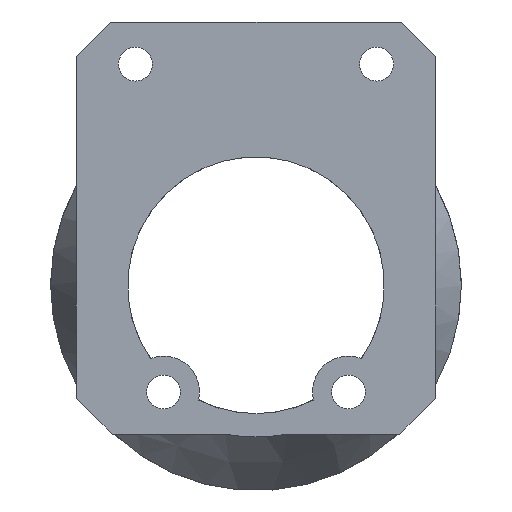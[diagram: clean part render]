
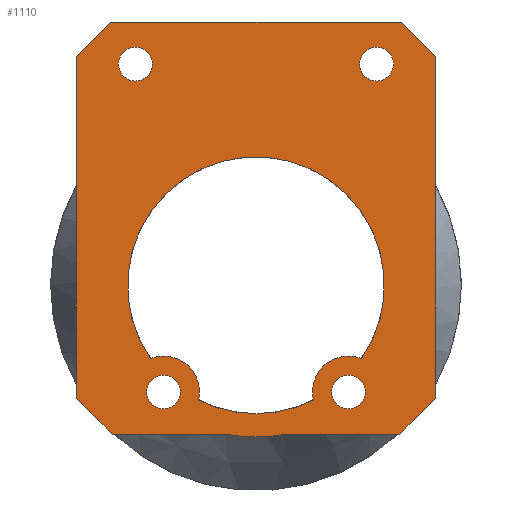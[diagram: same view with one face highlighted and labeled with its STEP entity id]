
A CAD part, front view. The second image highlights one B-rep face of the part: STEP entity #1110.
In plain terms, the highlighted planar face has unit normal (0, -1, 0).
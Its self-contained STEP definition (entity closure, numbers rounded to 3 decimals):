
#29=FACE_BOUND('',#160,.T.);
#30=FACE_BOUND('',#161,.T.);
#31=FACE_BOUND('',#162,.T.);
#32=FACE_BOUND('',#163,.T.);
#33=FACE_BOUND('',#164,.T.);
#48=PLANE('',#1213);
#96=FACE_OUTER_BOUND('',#159,.T.);
#159=EDGE_LOOP('',(#881,#882,#883,#884,#885,#886,#887,#888,#889,#890));
#160=EDGE_LOOP('',(#891,#892,#893,#894));
#161=EDGE_LOOP('',(#895));
#162=EDGE_LOOP('',(#896));
#163=EDGE_LOOP('',(#897));
#164=EDGE_LOOP('',(#898));
#199=CIRCLE('',#1170,12.5);
#209=CIRCLE('',#1181,12.5);
#216=CIRCLE('',#1191,3.5);
#217=CIRCLE('',#1193,3.5);
#226=CIRCLE('',#1214,14.807);
#227=CIRCLE('',#1215,1.65);
#228=CIRCLE('',#1216,1.65);
#229=CIRCLE('',#1217,1.65);
#230=CIRCLE('',#1218,1.65);
#314=LINE('',#3301,#398);
#315=LINE('',#3303,#399);
#316=LINE('',#3305,#400);
#317=LINE('',#3307,#401);
#318=LINE('',#3309,#402);
#319=LINE('',#3313,#403);
#320=LINE('',#3315,#404);
#321=LINE('',#3317,#405);
#322=LINE('',#3318,#406);
#398=VECTOR('',#1425,10.);
#399=VECTOR('',#1426,10.);
#400=VECTOR('',#1427,10.);
#401=VECTOR('',#1428,10.);
#402=VECTOR('',#1429,10.);
#403=VECTOR('',#1432,10.);
#404=VECTOR('',#1433,10.);
#405=VECTOR('',#1434,10.);
#406=VECTOR('',#1435,10.);
#477=VERTEX_POINT('',#2471);
#478=VERTEX_POINT('',#2473);
#493=VERTEX_POINT('',#2506);
#494=VERTEX_POINT('',#2508);
#511=VERTEX_POINT('',#3299);
#512=VERTEX_POINT('',#3300);
#513=VERTEX_POINT('',#3302);
#514=VERTEX_POINT('',#3304);
#515=VERTEX_POINT('',#3306);
#516=VERTEX_POINT('',#3308);
#517=VERTEX_POINT('',#3310);
#518=VERTEX_POINT('',#3312);
#519=VERTEX_POINT('',#3314);
#520=VERTEX_POINT('',#3316);
#521=VERTEX_POINT('',#3319);
#522=VERTEX_POINT('',#3321);
#523=VERTEX_POINT('',#3323);
#524=VERTEX_POINT('',#3325);
#596=EDGE_CURVE('',#478,#477,#199,.T.);
#614=EDGE_CURVE('',#494,#493,#209,.T.);
#622=EDGE_CURVE('',#493,#478,#216,.F.);
#623=EDGE_CURVE('',#477,#494,#217,.F.);
#651=EDGE_CURVE('',#511,#512,#314,.T.);
#652=EDGE_CURVE('',#512,#513,#315,.T.);
#653=EDGE_CURVE('',#513,#514,#316,.T.);
#654=EDGE_CURVE('',#514,#515,#317,.T.);
#655=EDGE_CURVE('',#515,#516,#318,.T.);
#656=EDGE_CURVE('',#517,#516,#226,.F.);
#657=EDGE_CURVE('',#517,#518,#319,.T.);
#658=EDGE_CURVE('',#518,#519,#320,.T.);
#659=EDGE_CURVE('',#519,#520,#321,.T.);
#660=EDGE_CURVE('',#520,#511,#322,.T.);
#661=EDGE_CURVE('',#521,#521,#227,.T.);
#662=EDGE_CURVE('',#522,#522,#228,.T.);
#663=EDGE_CURVE('',#523,#523,#229,.T.);
#664=EDGE_CURVE('',#524,#524,#230,.T.);
#881=ORIENTED_EDGE('',*,*,#651,.T.);
#882=ORIENTED_EDGE('',*,*,#652,.T.);
#883=ORIENTED_EDGE('',*,*,#653,.T.);
#884=ORIENTED_EDGE('',*,*,#654,.T.);
#885=ORIENTED_EDGE('',*,*,#655,.T.);
#886=ORIENTED_EDGE('',*,*,#656,.F.);
#887=ORIENTED_EDGE('',*,*,#657,.T.);
#888=ORIENTED_EDGE('',*,*,#658,.T.);
#889=ORIENTED_EDGE('',*,*,#659,.T.);
#890=ORIENTED_EDGE('',*,*,#660,.T.);
#891=ORIENTED_EDGE('',*,*,#622,.T.);
#892=ORIENTED_EDGE('',*,*,#596,.T.);
#893=ORIENTED_EDGE('',*,*,#623,.T.);
#894=ORIENTED_EDGE('',*,*,#614,.T.);
#895=ORIENTED_EDGE('',*,*,#661,.T.);
#896=ORIENTED_EDGE('',*,*,#662,.T.);
#897=ORIENTED_EDGE('',*,*,#663,.T.);
#898=ORIENTED_EDGE('',*,*,#664,.T.);
#1110=ADVANCED_FACE('',(#96,#29,#30,#31,#32,#33),#48,.F.);
#1170=AXIS2_PLACEMENT_3D('',#2474,#1316,#1317);
#1181=AXIS2_PLACEMENT_3D('',#2509,#1346,#1347);
#1191=AXIS2_PLACEMENT_3D('',#2522,#1367,#1368);
#1193=AXIS2_PLACEMENT_3D('',#2524,#1371,#1372);
#1213=AXIS2_PLACEMENT_3D('',#3298,#1423,#1424);
#1214=AXIS2_PLACEMENT_3D('',#3311,#1430,#1431);
#1215=AXIS2_PLACEMENT_3D('',#3320,#1436,#1437);
#1216=AXIS2_PLACEMENT_3D('',#3322,#1438,#1439);
#1217=AXIS2_PLACEMENT_3D('',#3324,#1440,#1441);
#1218=AXIS2_PLACEMENT_3D('',#3326,#1442,#1443);
#1316=DIRECTION('center_axis',(0.,1.,0.));
#1317=DIRECTION('ref_axis',(-1.,0.,0.));
#1346=DIRECTION('center_axis',(0.,1.,0.));
#1347=DIRECTION('ref_axis',(-1.,0.,0.));
#1367=DIRECTION('center_axis',(0.,1.,0.));
#1368=DIRECTION('ref_axis',(-1.,0.,0.));
#1371=DIRECTION('center_axis',(0.,1.,0.));
#1372=DIRECTION('ref_axis',(-1.,0.,0.));
#1423=DIRECTION('center_axis',(0.,1.,0.));
#1424=DIRECTION('ref_axis',(-1.,0.,0.));
#1425=DIRECTION('',(-1.,0.,0.));
#1426=DIRECTION('',(-0.707,0.,-0.707));
#1427=DIRECTION('',(0.,0.,-1.));
#1428=DIRECTION('',(0.707,0.,-0.707));
#1429=DIRECTION('',(1.,0.,0.));
#1430=DIRECTION('center_axis',(0.,-1.,0.));
#1431=DIRECTION('ref_axis',(1.,0.,0.));
#1432=DIRECTION('',(1.,0.,0.));
#1433=DIRECTION('',(0.707,0.,0.707));
#1434=DIRECTION('',(0.,0.,1.));
#1435=DIRECTION('',(-0.707,0.,0.707));
#1436=DIRECTION('center_axis',(0.,1.,0.));
#1437=DIRECTION('ref_axis',(-1.,0.,0.));
#1438=DIRECTION('center_axis',(0.,1.,0.));
#1439=DIRECTION('ref_axis',(-1.,0.,0.));
#1440=DIRECTION('center_axis',(0.,1.,0.));
#1441=DIRECTION('ref_axis',(-1.,0.,0.));
#1442=DIRECTION('center_axis',(0.,1.,0.));
#1443=DIRECTION('ref_axis',(-1.,0.,0.));
#2471=CARTESIAN_POINT('',(144.978,112.798,13.802));
#2473=CARTESIAN_POINT('',(156.157,112.798,13.802));
#2474=CARTESIAN_POINT('Origin',(150.568,112.798,24.983));
#2506=CARTESIAN_POINT('',(160.833,112.798,17.851));
#2508=CARTESIAN_POINT('',(140.302,112.798,17.851));
#2509=CARTESIAN_POINT('Origin',(150.568,112.798,24.983));
#2522=CARTESIAN_POINT('Origin',(159.568,112.798,14.588));
#2524=CARTESIAN_POINT('Origin',(141.568,112.798,14.588));
#3298=CARTESIAN_POINT('Origin',(150.568,112.798,30.551));
#3299=CARTESIAN_POINT('',(164.72,112.798,50.619));
#3300=CARTESIAN_POINT('',(136.416,112.798,50.619));
#3301=CARTESIAN_POINT('',(135.825,112.798,50.619));
#3302=CARTESIAN_POINT('',(133.068,112.798,47.271));
#3303=CARTESIAN_POINT('',(134.024,112.798,48.227));
#3304=CARTESIAN_POINT('',(133.068,112.798,13.983));
#3305=CARTESIAN_POINT('',(133.068,112.798,47.861));
#3306=CARTESIAN_POINT('',(136.568,112.798,10.483));
#3307=CARTESIAN_POINT('',(133.068,112.798,13.983));
#3308=CARTESIAN_POINT('',(147.57,112.798,10.483));
#3309=CARTESIAN_POINT('',(164.568,112.798,10.483));
#3310=CARTESIAN_POINT('',(153.565,112.798,10.483));
#3311=CARTESIAN_POINT('Origin',(150.568,112.798,24.983));
#3312=CARTESIAN_POINT('',(164.568,112.798,10.483));
#3313=CARTESIAN_POINT('',(152.187,112.798,10.483));
#3314=CARTESIAN_POINT('',(168.068,112.798,13.983));
#3315=CARTESIAN_POINT('',(164.568,112.798,10.483));
#3316=CARTESIAN_POINT('',(168.068,112.798,47.271));
#3317=CARTESIAN_POINT('',(168.068,112.798,48.261));
#3318=CARTESIAN_POINT('',(164.8,112.798,50.538));
#3319=CARTESIAN_POINT('',(143.218,112.798,14.588));
#3320=CARTESIAN_POINT('Origin',(141.568,112.798,14.588));
#3321=CARTESIAN_POINT('',(140.468,112.798,46.514));
#3322=CARTESIAN_POINT('Origin',(138.818,112.798,46.514));
#3323=CARTESIAN_POINT('',(161.218,112.798,14.588));
#3324=CARTESIAN_POINT('Origin',(159.568,112.798,14.588));
#3325=CARTESIAN_POINT('',(163.968,112.798,46.514));
#3326=CARTESIAN_POINT('Origin',(162.318,112.798,46.514));
